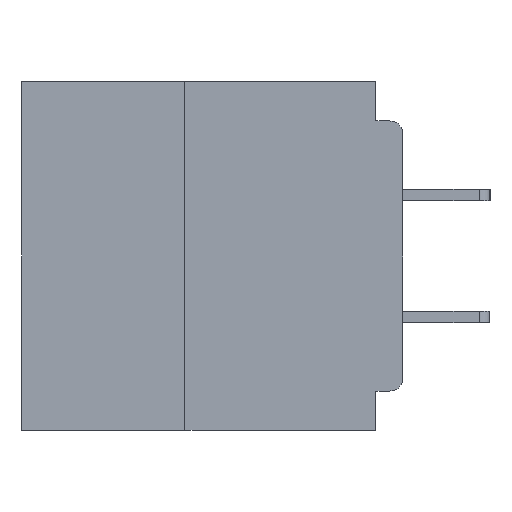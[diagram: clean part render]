
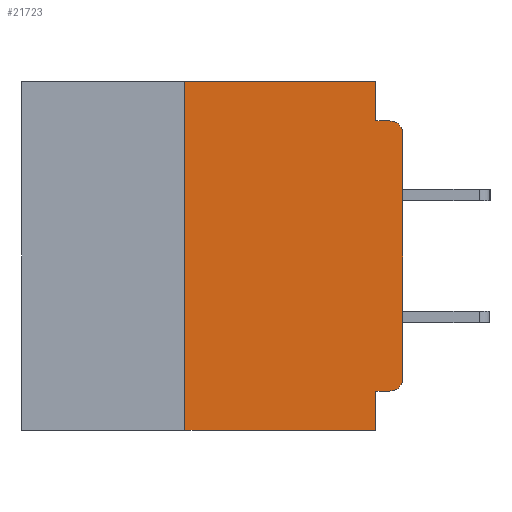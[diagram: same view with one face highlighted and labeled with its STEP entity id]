
A CAD part, left-side view. The second image highlights one B-rep face of the part: STEP entity #21723.
In plain terms, the highlighted planar face has unit normal (-1, 0, 0).
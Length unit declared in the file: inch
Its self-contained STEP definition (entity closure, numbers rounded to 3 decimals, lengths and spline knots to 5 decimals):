
#679 = CARTESIAN_POINT ( 'NONE',  ( 0., 0.031, -0.045 ) ) ;
#847 = EDGE_CURVE ( 'NONE', #26914, #33307, #56205, .T. ) ;
#1566 = DIRECTION ( 'NONE',  ( 0., -1., 0. ) ) ;
#4153 = CARTESIAN_POINT ( 'NONE',  ( 0., 0.031, -0.4 ) ) ;
#5038 = VECTOR ( 'NONE', #25234, 39.37008 ) ;
#5336 = EDGE_CURVE ( 'NONE', #38067, #29657, #46427, .T. ) ;
#7762 = VECTOR ( 'NONE', #55101, 39.37008 ) ;
#10880 = CARTESIAN_POINT ( 'NONE',  ( 0., 0.015, -0.06 ) ) ;
#11212 = DIRECTION ( 'NONE',  ( 0., -1., 0. ) ) ;
#11469 = AXIS2_PLACEMENT_3D ( 'NONE', #23381, #57971, #28369 ) ;
#12254 = LINE ( 'NONE', #39137, #50127 ) ;
#14129 = CARTESIAN_POINT ( 'NONE',  ( 0., 0.015, -0.355 ) ) ;
#14252 = DIRECTION ( 'NONE',  ( 0., -1., 0. ) ) ;
#14522 = EDGE_CURVE ( 'NONE', #28054, #61526, #36578, .T. ) ;
#15834 = DIRECTION ( 'NONE',  ( 0., 0., -1. ) ) ;
#17332 = DIRECTION ( 'NONE',  ( -1., 0., 0. ) ) ;
#17480 = EDGE_CURVE ( 'NONE', #21018, #28054, #12254, .T. ) ;
#18047 = CIRCLE ( 'NONE', #52918, 0.015 ) ;
#18973 = ORIENTED_EDGE ( 'NONE', *, *, #23358, .T. ) ;
#19060 = CARTESIAN_POINT ( 'NONE',  ( 0., 0.031, -0.355 ) ) ;
#19349 = LINE ( 'NONE', #35880, #29439 ) ;
#20118 = VECTOR ( 'NONE', #50928, 39.37008 ) ;
#21018 = VERTEX_POINT ( 'NONE', #44184 ) ;
#21307 = VERTEX_POINT ( 'NONE', #19060 ) ;
#21417 = CARTESIAN_POINT ( 'NONE',  ( 0., 0., -0.06 ) ) ;
#21723 = ADVANCED_FACE ( 'NONE', ( #54658 ), #52992, .F. ) ;
#21909 = CIRCLE ( 'NONE', #45100, 0.015 ) ;
#22232 = VECTOR ( 'NONE', #14252, 39.37008 ) ;
#22491 = LINE ( 'NONE', #25506, #7762 ) ;
#23358 = EDGE_CURVE ( 'NONE', #33307, #61526, #18047, .T. ) ;
#23381 = CARTESIAN_POINT ( 'NONE',  ( 0., 0.437, 0. ) ) ;
#23536 = CARTESIAN_POINT ( 'NONE',  ( 0., 0.25, 0. ) ) ;
#23583 = EDGE_CURVE ( 'NONE', #37064, #26914, #21909, .T. ) ;
#24958 = VECTOR ( 'NONE', #1566, 39.37008 ) ;
#24960 = ORIENTED_EDGE ( 'NONE', *, *, #17480, .F. ) ;
#25234 = DIRECTION ( 'NONE',  ( 0., 0., 1. ) ) ;
#25506 = CARTESIAN_POINT ( 'NONE',  ( 0., 0., -0.355 ) ) ;
#26385 = VERTEX_POINT ( 'NONE', #4153 ) ;
#26901 = CARTESIAN_POINT ( 'NONE',  ( 0., 0.25, -0.4 ) ) ;
#26914 = VERTEX_POINT ( 'NONE', #62566 ) ;
#27616 = CARTESIAN_POINT ( 'NONE',  ( 0., 0.015, -0.045 ) ) ;
#28054 = VERTEX_POINT ( 'NONE', #679 ) ;
#28173 = EDGE_CURVE ( 'NONE', #21307, #26385, #33306, .T. ) ;
#28369 = DIRECTION ( 'NONE',  ( 0., 0., -1. ) ) ;
#29439 = VECTOR ( 'NONE', #11212, 39.37008 ) ;
#29657 = VERTEX_POINT ( 'NONE', #23536 ) ;
#31082 = CARTESIAN_POINT ( 'NONE',  ( 0., 0.031, -0.4 ) ) ;
#33255 = VECTOR ( 'NONE', #51742, 39.37008 ) ;
#33306 = LINE ( 'NONE', #31082, #20118 ) ;
#33307 = VERTEX_POINT ( 'NONE', #21417 ) ;
#35407 = LINE ( 'NONE', #63514, #22232 ) ;
#35477 = EDGE_CURVE ( 'NONE', #38067, #26385, #35407, .T. ) ;
#35880 = CARTESIAN_POINT ( 'NONE',  ( 0., 0.437, 0. ) ) ;
#36310 = CARTESIAN_POINT ( 'NONE',  ( 0., 0., -0.045 ) ) ;
#36578 = LINE ( 'NONE', #36310, #24958 ) ;
#37064 = VERTEX_POINT ( 'NONE', #14129 ) ;
#38067 = VERTEX_POINT ( 'NONE', #62241 ) ;
#39137 = CARTESIAN_POINT ( 'NONE',  ( 0., 0.031, 0. ) ) ;
#39359 = EDGE_LOOP ( 'NONE', ( #41748, #18973, #47717, #24960, #42130, #45074, #39794, #54813, #61530, #46481 ) ) ;
#39794 = ORIENTED_EDGE ( 'NONE', *, *, #35477, .T. ) ;
#40793 = CARTESIAN_POINT ( 'NONE',  ( 0., 0., 0. ) ) ;
#41748 = ORIENTED_EDGE ( 'NONE', *, *, #847, .T. ) ;
#42130 = ORIENTED_EDGE ( 'NONE', *, *, #50397, .F. ) ;
#44073 = DIRECTION ( 'NONE',  ( 0., 0., -1. ) ) ;
#44184 = CARTESIAN_POINT ( 'NONE',  ( 0., 0.031, 0. ) ) ;
#45074 = ORIENTED_EDGE ( 'NONE', *, *, #5336, .F. ) ;
#45100 = AXIS2_PLACEMENT_3D ( 'NONE', #46986, #17332, #51946 ) ;
#45495 = DIRECTION ( 'NONE',  ( -1., 0., 0. ) ) ;
#46427 = LINE ( 'NONE', #26901, #33255 ) ;
#46481 = ORIENTED_EDGE ( 'NONE', *, *, #23583, .T. ) ;
#46986 = CARTESIAN_POINT ( 'NONE',  ( 0., 0.015, -0.34 ) ) ;
#47717 = ORIENTED_EDGE ( 'NONE', *, *, #14522, .F. ) ;
#50127 = VECTOR ( 'NONE', #44073, 39.37008 ) ;
#50329 = EDGE_CURVE ( 'NONE', #37064, #21307, #22491, .T. ) ;
#50397 = EDGE_CURVE ( 'NONE', #29657, #21018, #19349, .T. ) ;
#50928 = DIRECTION ( 'NONE',  ( 0., 0., -1. ) ) ;
#51742 = DIRECTION ( 'NONE',  ( 0., 0., 1. ) ) ;
#51946 = DIRECTION ( 'NONE',  ( 0., 0., -1. ) ) ;
#52918 = AXIS2_PLACEMENT_3D ( 'NONE', #10880, #45495, #15834 ) ;
#52992 = PLANE ( 'NONE',  #11469 ) ;
#54658 = FACE_OUTER_BOUND ( 'NONE', #39359, .T. ) ;
#54813 = ORIENTED_EDGE ( 'NONE', *, *, #28173, .F. ) ;
#55101 = DIRECTION ( 'NONE',  ( 0., 1., 0. ) ) ;
#56205 = LINE ( 'NONE', #40793, #5038 ) ;
#57971 = DIRECTION ( 'NONE',  ( 1., 0., 0. ) ) ;
#61526 = VERTEX_POINT ( 'NONE', #27616 ) ;
#61530 = ORIENTED_EDGE ( 'NONE', *, *, #50329, .F. ) ;
#62241 = CARTESIAN_POINT ( 'NONE',  ( 0., 0.25, -0.4 ) ) ;
#62566 = CARTESIAN_POINT ( 'NONE',  ( 0., 0., -0.34 ) ) ;
#63514 = CARTESIAN_POINT ( 'NONE',  ( 0., 0.437, -0.4 ) ) ;
